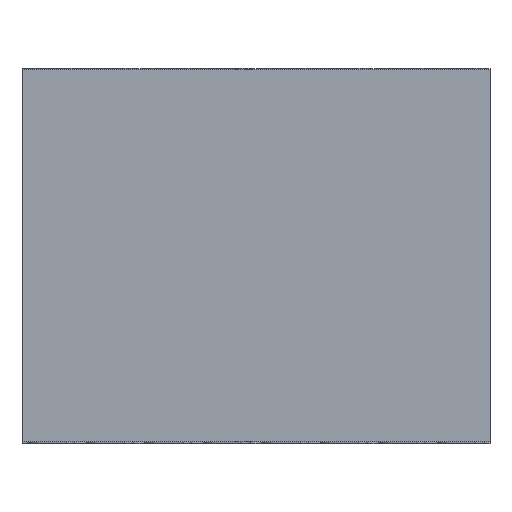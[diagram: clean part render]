
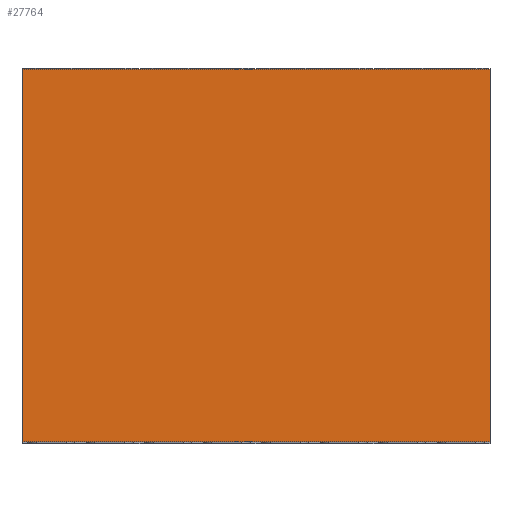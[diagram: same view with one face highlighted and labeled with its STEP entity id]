
A CAD part, top view. The second image highlights one B-rep face of the part: STEP entity #27764.
In plain terms, the highlighted face is planar.
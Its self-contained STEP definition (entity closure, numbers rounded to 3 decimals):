
#27413=DIRECTION('',(1.,0.,0.));
#27414=VECTOR('',#27413,79.6);
#27415=CARTESIAN_POINT('',(-39.8,1.6,50.));
#27416=LINE('',#27415,#27414);
#27421=DIRECTION('',(1.,0.,0.));
#27422=VECTOR('',#27421,79.6);
#27423=CARTESIAN_POINT('',(-39.8,1.6,-50.));
#27424=LINE('',#27423,#27422);
#27425=DIRECTION('',(0.,0.,1.));
#27426=VECTOR('',#27425,100.);
#27427=CARTESIAN_POINT('',(39.8,1.6,-50.));
#27428=LINE('',#27427,#27426);
#27433=DIRECTION('',(0.,0.,1.));
#27434=VECTOR('',#27433,100.);
#27435=CARTESIAN_POINT('',(-39.8,1.6,-50.));
#27436=LINE('',#27435,#27434);
#27597=CARTESIAN_POINT('',(39.8,1.6,-50.));
#27598=CARTESIAN_POINT('',(39.8,1.6,50.));
#27599=VERTEX_POINT('',#27597);
#27600=VERTEX_POINT('',#27598);
#27601=CARTESIAN_POINT('',(-39.8,1.6,-50.));
#27602=CARTESIAN_POINT('',(-39.8,1.6,50.));
#27603=VERTEX_POINT('',#27601);
#27604=VERTEX_POINT('',#27602);
#27752=CARTESIAN_POINT('',(-38.,1.6,-50.));
#27753=DIRECTION('',(0.,1.,0.));
#27754=DIRECTION('',(-1.,0.,0.));
#27755=AXIS2_PLACEMENT_3D('',#27752,#27753,#27754);
#27756=PLANE('',#27755);
#27757=ORIENTED_EDGE('',*,*,#27734,.F.);
#27759=ORIENTED_EDGE('',*,*,#27758,.F.);
#27760=ORIENTED_EDGE('',*,*,#27638,.T.);
#27761=ORIENTED_EDGE('',*,*,#27747,.T.);
#27762=EDGE_LOOP('',(#27757,#27759,#27760,#27761));
#27763=FACE_OUTER_BOUND('',#27762,.F.);
#27638=EDGE_CURVE('',#27603,#27599,#27424,.T.);
#27734=EDGE_CURVE('',#27604,#27600,#27416,.T.);
#27747=EDGE_CURVE('',#27599,#27600,#27428,.T.);
#27758=EDGE_CURVE('',#27603,#27604,#27436,.T.);
#27764=ADVANCED_FACE('',(#27763),#27756,.T.);
